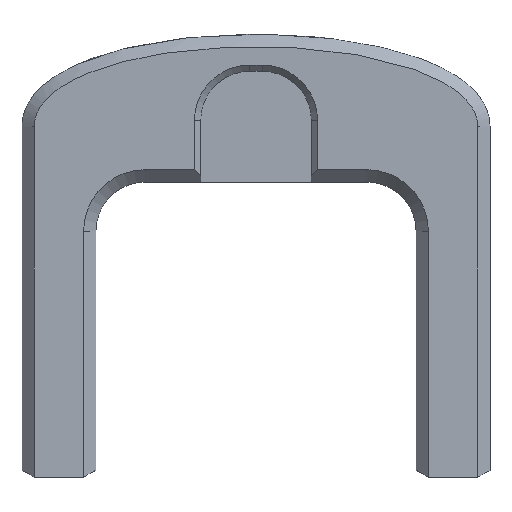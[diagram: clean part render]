
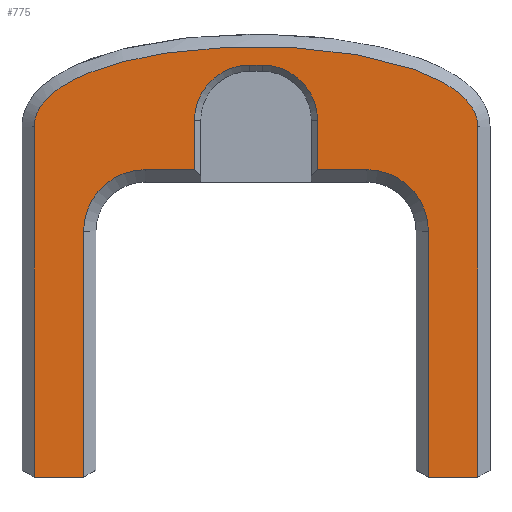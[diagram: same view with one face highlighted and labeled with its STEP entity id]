
A CAD part, top view. The second image highlights one B-rep face of the part: STEP entity #775.
In plain terms, the highlighted planar face has unit normal (0, 0, 1).
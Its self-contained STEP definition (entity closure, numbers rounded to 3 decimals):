
#27=B_SPLINE_CURVE_WITH_KNOTS('',3,(#1489,#1490,#1491,#1492,#1493,#1494,
#1495,#1496,#1497,#1498,#1499),.UNSPECIFIED.,.F.,.F.,(4,1,1,1,1,1,1,1,4),
(-2.,-1.929,-1.857,-1.714,-1.429,
-1.286,-1.143,-1.071,-1.),
 .UNSPECIFIED.);
#44=CIRCLE('',#799,2.25);
#46=CIRCLE('',#803,2.25);
#64=CIRCLE('',#863,2.5);
#65=CIRCLE('',#865,2.5);
#116=FACE_OUTER_BOUND('',#162,.T.);
#162=EDGE_LOOP('',(#682,#683,#684,#685,#686,#687,#688,#689,#690,#691,#692,
#693,#694,#695,#696,#697));
#167=LINE('',#1093,#239);
#170=LINE('',#1104,#242);
#174=LINE('',#1116,#246);
#179=LINE('',#1125,#251);
#190=LINE('',#1159,#262);
#193=LINE('',#1218,#265);
#199=LINE('',#1272,#271);
#206=LINE('',#1286,#278);
#213=LINE('',#1310,#285);
#233=LINE('',#1444,#305);
#235=LINE('',#1503,#307);
#239=VECTOR('',#875,10.);
#242=VECTOR('',#886,10.);
#246=VECTOR('',#898,10.);
#251=VECTOR('',#905,10.);
#262=VECTOR('',#938,10.);
#265=VECTOR('',#957,10.);
#271=VECTOR('',#973,10.);
#278=VECTOR('',#986,10.);
#285=VECTOR('',#1013,10.);
#305=VECTOR('',#1067,10.);
#307=VECTOR('',#1071,10.);
#308=VERTEX_POINT('',#1086);
#311=VERTEX_POINT('',#1091);
#313=VERTEX_POINT('',#1096);
#315=VERTEX_POINT('',#1102);
#317=VERTEX_POINT('',#1108);
#319=VERTEX_POINT('',#1114);
#322=VERTEX_POINT('',#1123);
#333=VERTEX_POINT('',#1156);
#334=VERTEX_POINT('',#1158);
#345=VERTEX_POINT('',#1215);
#346=VERTEX_POINT('',#1217);
#353=VERTEX_POINT('',#1271);
#357=VERTEX_POINT('',#1285);
#364=VERTEX_POINT('',#1309);
#376=VERTEX_POINT('',#1442);
#377=VERTEX_POINT('',#1501);
#381=EDGE_CURVE('',#311,#308,#167,.T.);
#383=EDGE_CURVE('',#313,#311,#44,.T.);
#386=EDGE_CURVE('',#315,#313,#170,.T.);
#389=EDGE_CURVE('',#317,#315,#46,.T.);
#392=EDGE_CURVE('',#319,#317,#174,.T.);
#397=EDGE_CURVE('',#322,#319,#179,.T.);
#413=EDGE_CURVE('',#334,#333,#190,.T.);
#425=EDGE_CURVE('',#346,#345,#193,.T.);
#435=EDGE_CURVE('',#346,#353,#199,.T.);
#442=EDGE_CURVE('',#334,#357,#206,.T.);
#453=EDGE_CURVE('',#308,#364,#213,.T.);
#482=EDGE_CURVE('',#376,#333,#233,.T.);
#483=EDGE_CURVE('',#353,#376,#27,.T.);
#485=EDGE_CURVE('',#377,#345,#235,.T.);
#486=EDGE_CURVE('',#364,#377,#64,.T.);
#487=EDGE_CURVE('',#357,#322,#65,.T.);
#682=ORIENTED_EDGE('',*,*,#392,.F.);
#683=ORIENTED_EDGE('',*,*,#397,.F.);
#684=ORIENTED_EDGE('',*,*,#487,.F.);
#685=ORIENTED_EDGE('',*,*,#442,.F.);
#686=ORIENTED_EDGE('',*,*,#413,.T.);
#687=ORIENTED_EDGE('',*,*,#482,.F.);
#688=ORIENTED_EDGE('',*,*,#483,.F.);
#689=ORIENTED_EDGE('',*,*,#435,.F.);
#690=ORIENTED_EDGE('',*,*,#425,.T.);
#691=ORIENTED_EDGE('',*,*,#485,.F.);
#692=ORIENTED_EDGE('',*,*,#486,.F.);
#693=ORIENTED_EDGE('',*,*,#453,.F.);
#694=ORIENTED_EDGE('',*,*,#381,.F.);
#695=ORIENTED_EDGE('',*,*,#383,.F.);
#696=ORIENTED_EDGE('',*,*,#386,.F.);
#697=ORIENTED_EDGE('',*,*,#389,.F.);
#731=PLANE('',#866);
#775=ADVANCED_FACE('',(#116),#731,.T.);
#799=AXIS2_PLACEMENT_3D('',#1098,#879,#880);
#803=AXIS2_PLACEMENT_3D('',#1110,#891,#892);
#863=AXIS2_PLACEMENT_3D('',#1505,#1074,#1075);
#865=AXIS2_PLACEMENT_3D('',#1507,#1078,#1079);
#866=AXIS2_PLACEMENT_3D('',#1508,#1080,#1081);
#875=DIRECTION('',(0.,-1.,0.));
#879=DIRECTION('center_axis',(0.,0.,1.));
#880=DIRECTION('ref_axis',(0.,1.,0.));
#886=DIRECTION('',(-1.,0.,0.));
#891=DIRECTION('center_axis',(0.,0.,1.));
#892=DIRECTION('ref_axis',(1.,0.,0.));
#898=DIRECTION('',(0.,1.,0.));
#905=DIRECTION('',(-1.,0.,0.));
#938=DIRECTION('',(1.,0.,0.));
#957=DIRECTION('',(1.,0.,0.));
#973=DIRECTION('',(0.,1.,0.));
#986=DIRECTION('',(0.,1.,0.));
#1013=DIRECTION('',(-1.,0.,0.));
#1067=DIRECTION('',(0.,-1.,0.));
#1071=DIRECTION('',(0.,-1.,0.));
#1074=DIRECTION('center_axis',(0.,0.,1.));
#1075=DIRECTION('ref_axis',(0.,1.,0.));
#1078=DIRECTION('center_axis',(0.,0.,1.));
#1079=DIRECTION('ref_axis',(1.,0.,0.));
#1080=DIRECTION('center_axis',(0.,0.,1.));
#1081=DIRECTION('ref_axis',(1.,0.,0.));
#1086=CARTESIAN_POINT('',(-2.5,12.5,2.5));
#1091=CARTESIAN_POINT('',(-2.5,14.5,2.5));
#1093=CARTESIAN_POINT('',(-2.5,10.394,2.5));
#1096=CARTESIAN_POINT('',(-0.25,16.75,2.5));
#1098=CARTESIAN_POINT('Origin',(-0.25,14.5,2.5));
#1102=CARTESIAN_POINT('',(0.25,16.75,2.5));
#1104=CARTESIAN_POINT('',(-0.125,16.75,2.5));
#1108=CARTESIAN_POINT('',(2.5,14.5,2.5));
#1110=CARTESIAN_POINT('Origin',(0.25,14.5,2.5));
#1114=CARTESIAN_POINT('',(2.5,12.5,2.5));
#1116=CARTESIAN_POINT('',(2.5,11.644,2.5));
#1123=CARTESIAN_POINT('',(4.5,12.5,2.5));
#1125=CARTESIAN_POINT('',(-2.25,12.5,2.5));
#1156=CARTESIAN_POINT('',(9.,0.,2.5));
#1158=CARTESIAN_POINT('',(7.,0.,2.5));
#1159=CARTESIAN_POINT('',(6.5,0.,2.5));
#1215=CARTESIAN_POINT('',(-7.,0.,2.5));
#1217=CARTESIAN_POINT('',(-9.,0.,2.5));
#1218=CARTESIAN_POINT('',(-9.5,0.,2.5));
#1271=CARTESIAN_POINT('',(-9.,14.25,2.5));
#1272=CARTESIAN_POINT('',(-9.,11.519,2.5));
#1285=CARTESIAN_POINT('',(7.,10.,2.5));
#1286=CARTESIAN_POINT('',(7.,9.394,2.5));
#1309=CARTESIAN_POINT('',(-4.5,12.5,2.5));
#1310=CARTESIAN_POINT('',(-2.25,12.5,2.5));
#1442=CARTESIAN_POINT('',(9.,14.25,2.5));
#1444=CARTESIAN_POINT('',(9.,4.394,2.5));
#1489=CARTESIAN_POINT('Ctrl Pts',(-9.,14.25,2.5));
#1490=CARTESIAN_POINT('Ctrl Pts',(-9.,14.517,2.5));
#1491=CARTESIAN_POINT('Ctrl Pts',(-8.868,14.99,2.5));
#1492=CARTESIAN_POINT('Ctrl Pts',(-8.005,15.942,2.5));
#1493=CARTESIAN_POINT('Ctrl Pts',(-4.885,17.324,2.5));
#1494=CARTESIAN_POINT('Ctrl Pts',(0.798,17.724,2.5));
#1495=CARTESIAN_POINT('Ctrl Pts',(5.777,16.928,2.5));
#1496=CARTESIAN_POINT('Ctrl Pts',(8.005,15.943,2.5));
#1497=CARTESIAN_POINT('Ctrl Pts',(8.868,14.99,2.5));
#1498=CARTESIAN_POINT('Ctrl Pts',(9.,14.517,2.5));
#1499=CARTESIAN_POINT('Ctrl Pts',(9.,14.25,2.5));
#1501=CARTESIAN_POINT('',(-7.,10.,2.5));
#1503=CARTESIAN_POINT('',(-7.,4.394,2.5));
#1505=CARTESIAN_POINT('Origin',(-4.5,10.,2.5));
#1507=CARTESIAN_POINT('Origin',(4.5,10.,2.5));
#1508=CARTESIAN_POINT('Origin',(0.,8.789,2.5));
